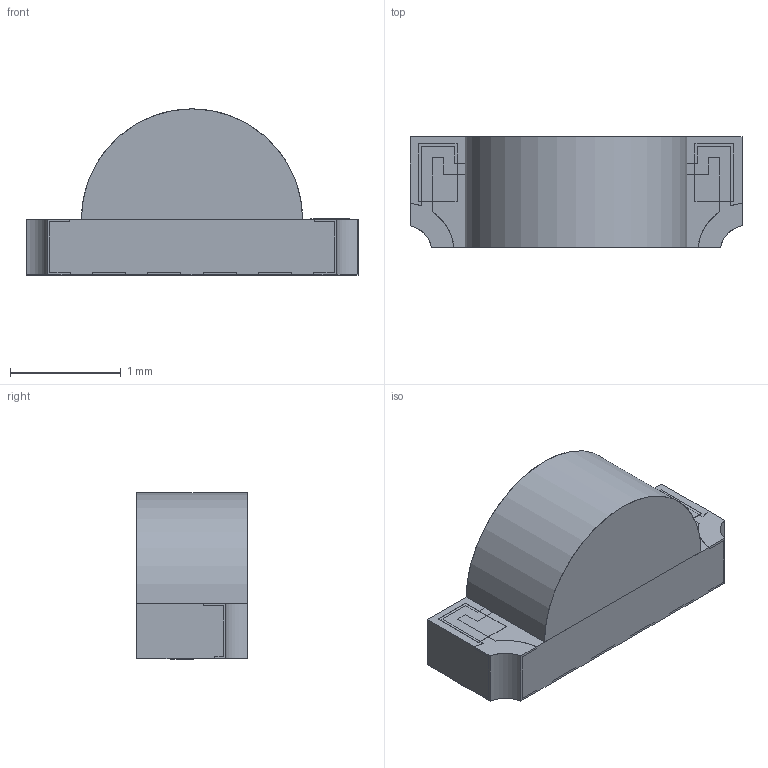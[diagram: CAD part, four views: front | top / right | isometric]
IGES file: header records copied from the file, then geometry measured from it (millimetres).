
Start section: SolidWorks IGES file using analytic representation for surfaces
Global section: file name: APFA3011-AK13-F.igs; native system: SolidWorks 2012; preprocessor: SolidWorks 2012; author: Evant; date: 170223.103649; units: millimetre
Bounding box: 3 x 1 x 1.5 mm (x, y, z)
Surface area: 24.5 mm2 (no closed solid volume)
Topology: 0 solids, 0 shells, 166 faces, 919 edges, 919 vertices
Faces by surface type: bspline 147, revolution 19
